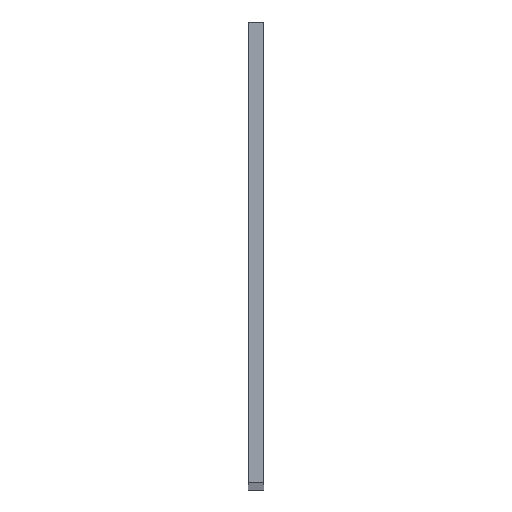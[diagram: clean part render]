
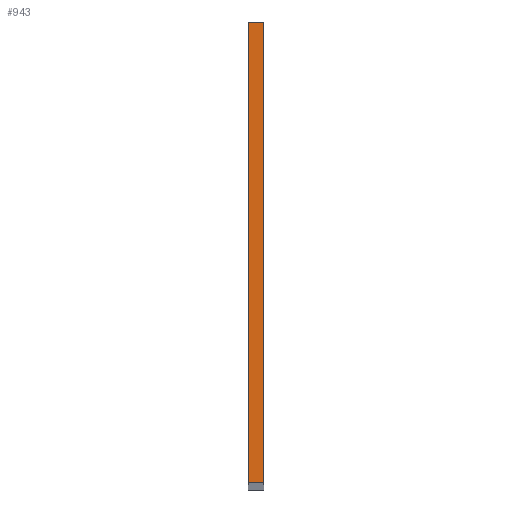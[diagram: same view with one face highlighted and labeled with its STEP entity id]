
A CAD part, top view. The second image highlights one B-rep face of the part: STEP entity #943.
In plain terms, the highlighted planar face has unit normal (0, 0, 1).
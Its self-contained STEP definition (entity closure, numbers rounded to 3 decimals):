
#4 = AXIS2_PLACEMENT_3D ( 'NONE', #697, #633, #530 ) ;
#77 = EDGE_LOOP ( 'NONE', ( #1037, #972, #1026, #1001 ) ) ;
#82 = VERTEX_POINT ( 'NONE', #425 ) ;
#154 = EDGE_CURVE ( 'NONE', #909, #886, #962, .T. ) ;
#188 = EDGE_CURVE ( 'NONE', #876, #82, #258, .T. ) ;
#195 = EDGE_CURVE ( 'NONE', #82, #886, #269, .T. ) ;
#202 = EDGE_CURVE ( 'NONE', #909, #876, #281, .T. ) ;
#258 = LINE ( 'NONE', #595, #379 ) ;
#269 = LINE ( 'NONE', #560, #413 ) ;
#281 = LINE ( 'NONE', #542, #421 ) ;
#337 = FACE_OUTER_BOUND ( 'NONE', #77, .T. ) ;
#379 = VECTOR ( 'NONE', #582, 1000. ) ;
#413 = VECTOR ( 'NONE', #559, 1000. ) ;
#421 = VECTOR ( 'NONE', #541, 1000. ) ;
#425 = CARTESIAN_POINT ( 'NONE',  ( 0., 44.21, 213. ) ) ;
#472 = CARTESIAN_POINT ( 'NONE',  ( 1.5, 0., 213. ) ) ;
#484 = CARTESIAN_POINT ( 'NONE',  ( 1.5, 44.21, 213. ) ) ;
#488 = CARTESIAN_POINT ( 'NONE',  ( 0., 0., 213. ) ) ;
#530 = DIRECTION ( 'NONE',  ( -1., 0., 0. ) ) ;
#541 = DIRECTION ( 'NONE',  ( -1., 0., 0. ) ) ;
#542 = CARTESIAN_POINT ( 'NONE',  ( 1.5, 0., 213. ) ) ;
#559 = DIRECTION ( 'NONE',  ( 1., 0., 0. ) ) ;
#560 = CARTESIAN_POINT ( 'NONE',  ( 0., 44.21, 213. ) ) ;
#582 = DIRECTION ( 'NONE',  ( 0., 1., 0. ) ) ;
#595 = CARTESIAN_POINT ( 'NONE',  ( 0., 44.21, 213. ) ) ;
#633 = DIRECTION ( 'NONE',  ( 0., 0., -1. ) ) ;
#679 = PLANE ( 'NONE',  #4 ) ;
#684 = DIRECTION ( 'NONE',  ( 0., 1., 0. ) ) ;
#696 = CARTESIAN_POINT ( 'NONE',  ( 1.5, 44.21, 213. ) ) ;
#697 = CARTESIAN_POINT ( 'NONE',  ( 1.5, 44.21, 213. ) ) ;
#876 = VERTEX_POINT ( 'NONE', #488 ) ;
#886 = VERTEX_POINT ( 'NONE', #484 ) ;
#909 = VERTEX_POINT ( 'NONE', #472 ) ;
#943 = ADVANCED_FACE ( 'NONE', ( #337 ), #679, .F. ) ;
#962 = LINE ( 'NONE', #696, #994 ) ;
#972 = ORIENTED_EDGE ( 'NONE', *, *, #195, .F. ) ;
#994 = VECTOR ( 'NONE', #684, 1000. ) ;
#1001 = ORIENTED_EDGE ( 'NONE', *, *, #202, .F. ) ;
#1026 = ORIENTED_EDGE ( 'NONE', *, *, #188, .F. ) ;
#1037 = ORIENTED_EDGE ( 'NONE', *, *, #154, .T. ) ;
